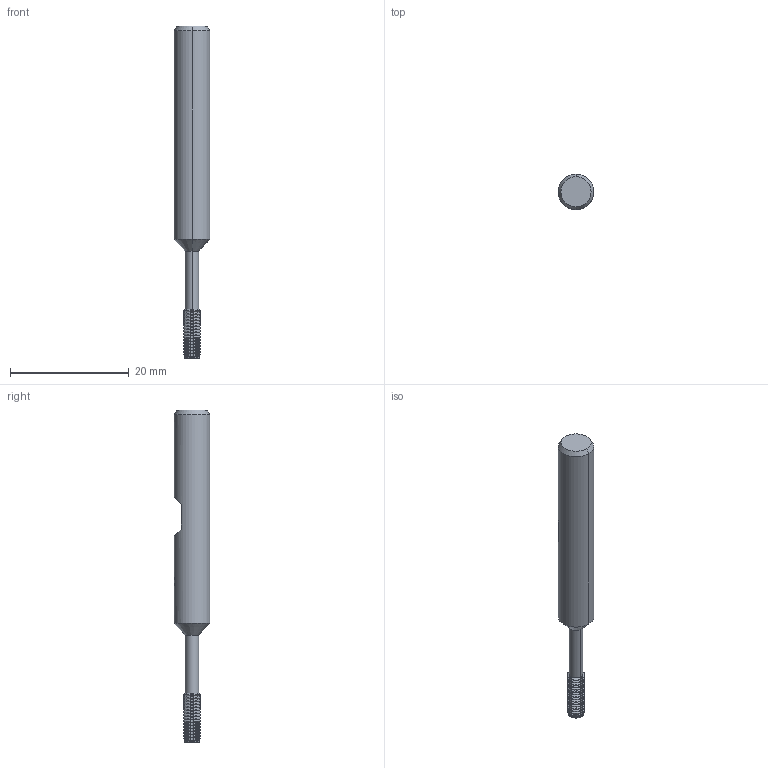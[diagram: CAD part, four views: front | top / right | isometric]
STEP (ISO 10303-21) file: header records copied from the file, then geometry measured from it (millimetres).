
FILE_DESCRIPTION(('no description'),'unknown implementation level');
FILE_NAME('solidHNqOCgba8CmH3u1LI5TYVogoSnc_1.STP',' ',('CIM GmbH Aachen'),('CADClick - KiM GmbH - www.kimweb.de'),'unknown preprocess','ACIS','unknown authorization');
FILE_SCHEMA(('automotive_design'));
Length unit declared in the file: millimetre
Products named in the file (2): 1; 2
Bounding box: 6 x 6 x 56 mm (x, y, z)
Volume: 1107.1 mm3; surface area: 1037.2 mm2
Topology: 2 solids, 2 shells, 442 faces, 1300 edges, 862 vertices
Faces by surface type: cone 158, cylinder 144, plane 132, torus 8
Entity records: 31626 total; most frequent: CARTESIAN_POINT 5753, STYLED_ITEM 2606, PRESENTATION_STYLE_ASSIGNMENT 2606, COLOUR_RGB 2606, ORIENTED_EDGE 2600, DIRECTION 2208, EDGE_CURVE 1300, CURVE_STYLE 1300
